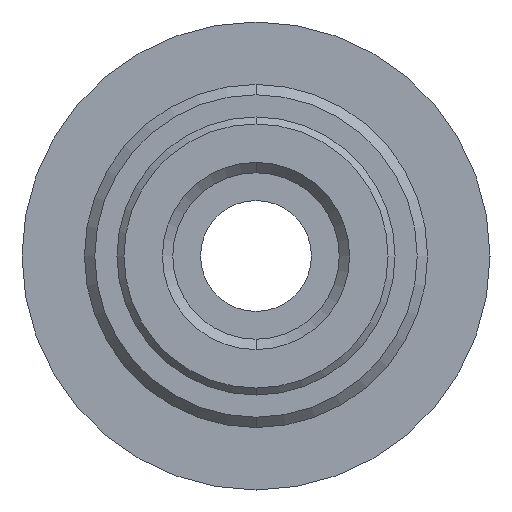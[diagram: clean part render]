
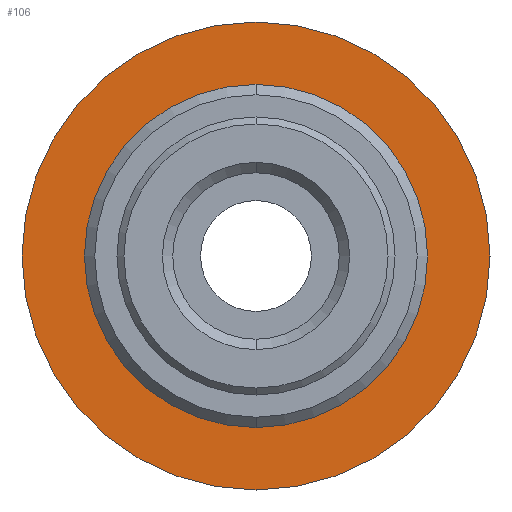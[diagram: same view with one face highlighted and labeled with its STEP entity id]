
A CAD part, front view. The second image highlights one B-rep face of the part: STEP entity #106.
In plain terms, the highlighted planar face has unit normal (0, -1, 0).
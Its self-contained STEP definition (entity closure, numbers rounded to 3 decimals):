
#93 = EDGE_LOOP ( 'NONE', ( #1670, #759 ) ) ;
#99 = CIRCLE ( 'NONE', #197, 4.95 ) ;
#106 = ADVANCED_FACE ( 'NONE', ( #1034, #983 ), #1286, .T. ) ;
#197 = AXIS2_PLACEMENT_3D ( 'NONE', #1178, #585, #1170 ) ;
#319 = DIRECTION ( 'NONE',  ( 0., 1., 0. ) ) ;
#394 = EDGE_CURVE ( 'NONE', #859, #1890, #99, .T. ) ;
#491 = DIRECTION ( 'NONE',  ( 0., 0., 1. ) ) ;
#525 = CARTESIAN_POINT ( 'NONE',  ( 0., 0., 6.75 ) ) ;
#585 = DIRECTION ( 'NONE',  ( 0., 1., 0. ) ) ;
#663 = CARTESIAN_POINT ( 'NONE',  ( 0., 0., 4.95 ) ) ;
#682 = AXIS2_PLACEMENT_3D ( 'NONE', #1223, #1686, #1844 ) ;
#683 = DIRECTION ( 'NONE',  ( 0., 0., -1. ) ) ;
#759 = ORIENTED_EDGE ( 'NONE', *, *, #1790, .F. ) ;
#787 = CIRCLE ( 'NONE', #1271, 6.75 ) ;
#845 = AXIS2_PLACEMENT_3D ( 'NONE', #978, #1762, #683 ) ;
#859 = VERTEX_POINT ( 'NONE', #1056 ) ;
#886 = EDGE_CURVE ( 'NONE', #1890, #859, #1539, .T. ) ;
#897 = CARTESIAN_POINT ( 'NONE',  ( 0., 0., 0. ) ) ;
#922 = CARTESIAN_POINT ( 'NONE',  ( 0., 0., 0. ) ) ;
#978 = CARTESIAN_POINT ( 'NONE',  ( -6.75, 0., 0. ) ) ;
#983 = FACE_OUTER_BOUND ( 'NONE', #93, .T. ) ;
#1006 = ORIENTED_EDGE ( 'NONE', *, *, #394, .T. ) ;
#1016 = VERTEX_POINT ( 'NONE', #1557 ) ;
#1034 = FACE_BOUND ( 'NONE', #1677, .T. ) ;
#1056 = CARTESIAN_POINT ( 'NONE',  ( 0., 0., -4.95 ) ) ;
#1170 = DIRECTION ( 'NONE',  ( 0., 0., 1. ) ) ;
#1178 = CARTESIAN_POINT ( 'NONE',  ( 0., 0., 0. ) ) ;
#1223 = CARTESIAN_POINT ( 'NONE',  ( 0., 0., 0. ) ) ;
#1248 = ORIENTED_EDGE ( 'NONE', *, *, #886, .T. ) ;
#1271 = AXIS2_PLACEMENT_3D ( 'NONE', #897, #1525, #1817 ) ;
#1286 = PLANE ( 'NONE',  #845 ) ;
#1317 = CIRCLE ( 'NONE', #1491, 6.75 ) ;
#1435 = VERTEX_POINT ( 'NONE', #525 ) ;
#1491 = AXIS2_PLACEMENT_3D ( 'NONE', #922, #319, #491 ) ;
#1525 = DIRECTION ( 'NONE',  ( 0., 1., 0. ) ) ;
#1539 = CIRCLE ( 'NONE', #682, 4.95 ) ;
#1557 = CARTESIAN_POINT ( 'NONE',  ( 0., 0., -6.75 ) ) ;
#1602 = EDGE_CURVE ( 'NONE', #1435, #1016, #787, .T. ) ;
#1670 = ORIENTED_EDGE ( 'NONE', *, *, #1602, .F. ) ;
#1677 = EDGE_LOOP ( 'NONE', ( #1248, #1006 ) ) ;
#1686 = DIRECTION ( 'NONE',  ( 0., 1., 0. ) ) ;
#1762 = DIRECTION ( 'NONE',  ( 0., -1., 0. ) ) ;
#1790 = EDGE_CURVE ( 'NONE', #1016, #1435, #1317, .T. ) ;
#1817 = DIRECTION ( 'NONE',  ( 0., 0., 1. ) ) ;
#1844 = DIRECTION ( 'NONE',  ( 0., 0., 1. ) ) ;
#1890 = VERTEX_POINT ( 'NONE', #663 ) ;
